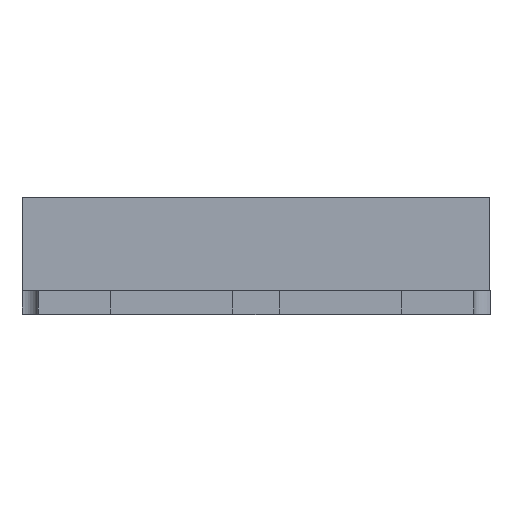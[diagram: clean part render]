
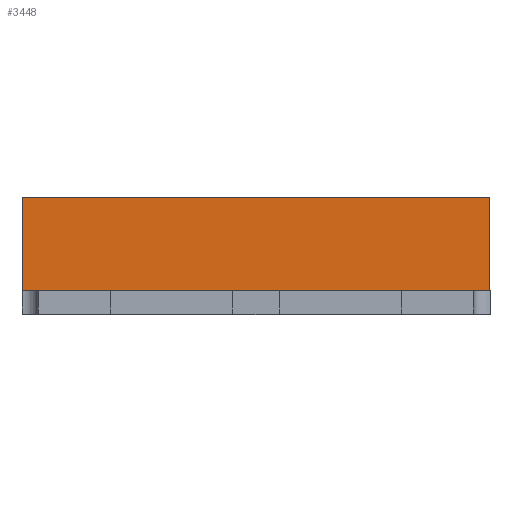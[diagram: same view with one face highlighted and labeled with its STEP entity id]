
A CAD part, top view. The second image highlights one B-rep face of the part: STEP entity #3448.
In plain terms, the highlighted planar face has unit normal (0, 0, 1).
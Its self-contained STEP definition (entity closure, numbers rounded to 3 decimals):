
#127 = LINE ( 'NONE', #4753, #2096 ) ;
#202 = DIRECTION ( 'NONE',  ( -1., 0., 0. ) ) ;
#594 = EDGE_CURVE ( 'NONE', #1330, #6663, #127, .T. ) ;
#786 = DIRECTION ( 'NONE',  ( 1., 0., 0. ) ) ;
#841 = CARTESIAN_POINT ( 'NONE',  ( 0.5, 0.25, 0.5 ) ) ;
#1330 = VERTEX_POINT ( 'NONE', #1945 ) ;
#1562 = VECTOR ( 'NONE', #786, 1000. ) ;
#1770 = ORIENTED_EDGE ( 'NONE', *, *, #7751, .F. ) ;
#1787 = DIRECTION ( 'NONE',  ( 0., -1., 0. ) ) ;
#1804 = LINE ( 'NONE', #7687, #6826 ) ;
#1945 = CARTESIAN_POINT ( 'NONE',  ( -0.5, 0.25, 0.5 ) ) ;
#2096 = VECTOR ( 'NONE', #3445, 1000. ) ;
#2552 = VECTOR ( 'NONE', #7982, 1000. ) ;
#2822 = PLANE ( 'NONE',  #5790 ) ;
#2914 = VERTEX_POINT ( 'NONE', #6113 ) ;
#3194 = VERTEX_POINT ( 'NONE', #8341 ) ;
#3413 = EDGE_CURVE ( 'NONE', #3194, #2914, #6895, .T. ) ;
#3445 = DIRECTION ( 'NONE',  ( 1., 0., 0. ) ) ;
#3448 = ADVANCED_FACE ( 'NONE', ( #7112 ), #2822, .F. ) ;
#3524 = CARTESIAN_POINT ( 'NONE',  ( 0., 0.25, 0.5 ) ) ;
#3805 = EDGE_LOOP ( 'NONE', ( #4398, #1770, #8460, #4441 ) ) ;
#4398 = ORIENTED_EDGE ( 'NONE', *, *, #3413, .T. ) ;
#4441 = ORIENTED_EDGE ( 'NONE', *, *, #4989, .T. ) ;
#4753 = CARTESIAN_POINT ( 'NONE',  ( 0., 0.25, 0.5 ) ) ;
#4989 = EDGE_CURVE ( 'NONE', #1330, #3194, #6738, .T. ) ;
#5333 = CARTESIAN_POINT ( 'NONE',  ( -0.5, 0.25, 0.5 ) ) ;
#5790 = AXIS2_PLACEMENT_3D ( 'NONE', #3524, #8019, #202 ) ;
#6113 = CARTESIAN_POINT ( 'NONE',  ( 0.5, 0.05, 0.5 ) ) ;
#6663 = VERTEX_POINT ( 'NONE', #841 ) ;
#6738 = LINE ( 'NONE', #5333, #2552 ) ;
#6826 = VECTOR ( 'NONE', #1787, 1000. ) ;
#6895 = LINE ( 'NONE', #7999, #1562 ) ;
#7112 = FACE_OUTER_BOUND ( 'NONE', #3805, .T. ) ;
#7687 = CARTESIAN_POINT ( 'NONE',  ( 0.5, 0.25, 0.5 ) ) ;
#7751 = EDGE_CURVE ( 'NONE', #6663, #2914, #1804, .T. ) ;
#7982 = DIRECTION ( 'NONE',  ( 0., -1., 0. ) ) ;
#7999 = CARTESIAN_POINT ( 'NONE',  ( 0., 0.05, 0.5 ) ) ;
#8019 = DIRECTION ( 'NONE',  ( 0., 0., -1. ) ) ;
#8341 = CARTESIAN_POINT ( 'NONE',  ( -0.5, 0.05, 0.5 ) ) ;
#8460 = ORIENTED_EDGE ( 'NONE', *, *, #594, .F. ) ;
